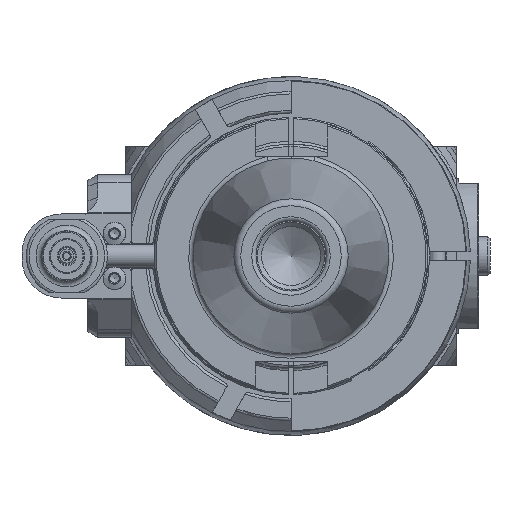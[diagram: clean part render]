
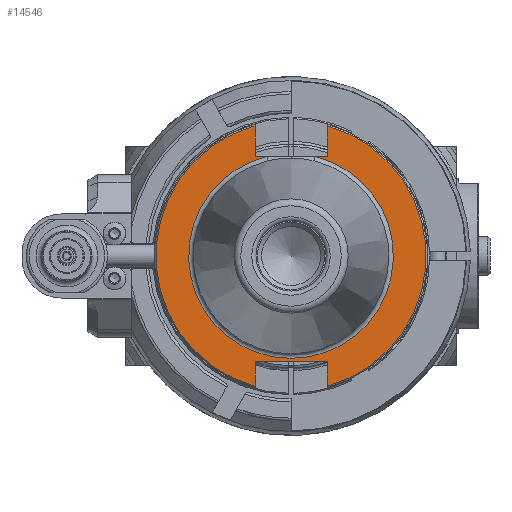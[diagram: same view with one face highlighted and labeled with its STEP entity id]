
A CAD part, left-side view. The second image highlights one B-rep face of the part: STEP entity #14546.
In plain terms, the highlighted planar face has unit normal (-1, 0, 0).
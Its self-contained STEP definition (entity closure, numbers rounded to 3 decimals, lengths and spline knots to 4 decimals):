
#1576=CIRCLE('',#15897,1.8996);
#1578=CIRCLE('',#15900,1.8996);
#1579=CIRCLE('',#15901,1.4379);
#2478=FACE_OUTER_BOUND('',#3477,.T.);
#3477=EDGE_LOOP('',(#11458,#11459,#11460,#11461,#11462,#11463,#11464,#11465,
#11466,#11467));
#4469=LINE('',#26898,#5391);
#4475=LINE('',#26932,#5397);
#4476=LINE('',#26934,#5398);
#4477=LINE('',#26936,#5399);
#4478=LINE('',#26940,#5400);
#4479=LINE('',#26942,#5401);
#4480=LINE('',#26945,#5402);
#5391=VECTOR('',#18851,0.3937);
#5397=VECTOR('',#18865,0.3937);
#5398=VECTOR('',#18866,1.0118);
#5399=VECTOR('',#18867,0.3467);
#5400=VECTOR('',#18870,0.3937);
#5401=VECTOR('',#18871,0.1682);
#5402=VECTOR('',#18874,0.1682);
#6554=VERTEX_POINT('',#26893);
#6555=VERTEX_POINT('',#26897);
#6561=VERTEX_POINT('',#26923);
#6563=VERTEX_POINT('',#26931);
#6564=VERTEX_POINT('',#26933);
#6565=VERTEX_POINT('',#26935);
#6566=VERTEX_POINT('',#26937);
#6567=VERTEX_POINT('',#26939);
#6568=VERTEX_POINT('',#26941);
#6569=VERTEX_POINT('',#26943);
#8313=EDGE_CURVE('',#6555,#6554,#4469,.T.);
#8321=EDGE_CURVE('',#6554,#6561,#1576,.T.);
#8324=EDGE_CURVE('',#6561,#6563,#4475,.T.);
#8325=EDGE_CURVE('',#6563,#6564,#4476,.T.);
#8326=EDGE_CURVE('',#6564,#6565,#4477,.T.);
#8327=EDGE_CURVE('',#6565,#6566,#1578,.T.);
#8328=EDGE_CURVE('',#6567,#6566,#4478,.T.);
#8329=EDGE_CURVE('',#6568,#6567,#4479,.T.);
#8330=EDGE_CURVE('',#6568,#6569,#1579,.T.);
#8331=EDGE_CURVE('',#6555,#6569,#4480,.T.);
#11458=ORIENTED_EDGE('',*,*,#8321,.T.);
#11459=ORIENTED_EDGE('',*,*,#8324,.T.);
#11460=ORIENTED_EDGE('',*,*,#8325,.T.);
#11461=ORIENTED_EDGE('',*,*,#8326,.T.);
#11462=ORIENTED_EDGE('',*,*,#8327,.T.);
#11463=ORIENTED_EDGE('',*,*,#8328,.F.);
#11464=ORIENTED_EDGE('',*,*,#8329,.F.);
#11465=ORIENTED_EDGE('',*,*,#8330,.T.);
#11466=ORIENTED_EDGE('',*,*,#8331,.F.);
#11467=ORIENTED_EDGE('',*,*,#8313,.T.);
#13910=PLANE('',#15899);
#14546=ADVANCED_FACE('',(#2478),#13910,.F.);
#15897=AXIS2_PLACEMENT_3D('',#26924,#18859,#18860);
#15899=AXIS2_PLACEMENT_3D('',#26930,#18863,#18864);
#15900=AXIS2_PLACEMENT_3D('',#26938,#18868,#18869);
#15901=AXIS2_PLACEMENT_3D('',#26944,#18872,#18873);
#18851=DIRECTION('',(0.,0.,1.));
#18859=DIRECTION('center_axis',(-1.,0.,0.));
#18860=DIRECTION('ref_axis',(0.,0.266,0.964));
#18863=DIRECTION('center_axis',(1.,0.,0.));
#18864=DIRECTION('ref_axis',(0.,1.,0.));
#18865=DIRECTION('',(0.,0.,1.));
#18866=DIRECTION('',(0.,-1.,0.));
#18867=DIRECTION('',(0.,0.,-1.));
#18868=DIRECTION('center_axis',(-1.,0.,0.));
#18869=DIRECTION('ref_axis',(0.,-0.266,-0.964));
#18870=DIRECTION('',(0.,0.,1.));
#18871=DIRECTION('',(0.,-1.,0.));
#18872=DIRECTION('center_axis',(1.,0.,0.));
#18873=DIRECTION('ref_axis',(0.,-0.235,0.972));
#18874=DIRECTION('',(0.,-1.,0.));
#26893=CARTESIAN_POINT('',(-10.1772,0.5059,1.831));
#26897=CARTESIAN_POINT('',(-10.1772,0.5059,1.3976));
#26898=CARTESIAN_POINT('',(-10.1772,0.5059,0.6988));
#26923=CARTESIAN_POINT('',(-10.1772,0.5059,-1.831));
#26924=CARTESIAN_POINT('Origin',(-10.1772,0.,
0.));
#26930=CARTESIAN_POINT('Origin',(-10.1772,1.6781,0.));
#26931=CARTESIAN_POINT('',(-10.1772,0.5059,-1.4843));
#26932=CARTESIAN_POINT('',(-10.1772,0.5059,-0.7382));
#26933=CARTESIAN_POINT('',(-10.1772,-0.5059,-1.4843));
#26934=CARTESIAN_POINT('',(-10.1772,0.5059,-1.4843));
#26935=CARTESIAN_POINT('',(-10.1772,-0.5059,-1.831));
#26936=CARTESIAN_POINT('',(-10.1772,-0.5059,-1.4843));
#26937=CARTESIAN_POINT('',(-10.1772,-0.5059,1.831));
#26938=CARTESIAN_POINT('Origin',(-10.1772,0.,
0.));
#26939=CARTESIAN_POINT('',(-10.1772,-0.5059,1.3976));
#26940=CARTESIAN_POINT('',(-10.1772,-0.5059,0.6988));
#26941=CARTESIAN_POINT('',(-10.1772,-0.3378,1.3976));
#26942=CARTESIAN_POINT('',(-10.1772,-0.3378,1.3976));
#26943=CARTESIAN_POINT('',(-10.1772,0.3378,1.3976));
#26944=CARTESIAN_POINT('Origin',(-10.1772,0.,0.));
#26945=CARTESIAN_POINT('',(-10.1772,0.5059,1.3976));
